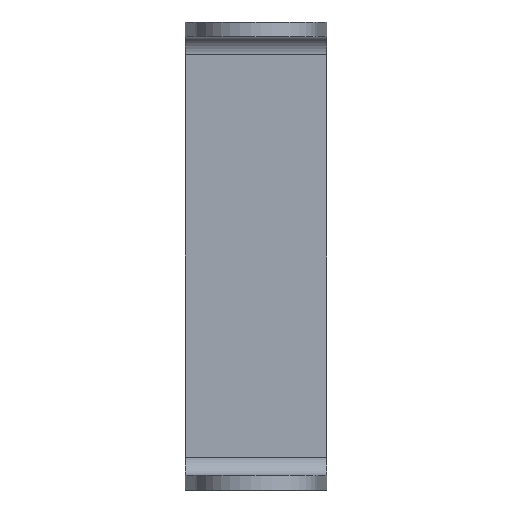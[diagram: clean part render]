
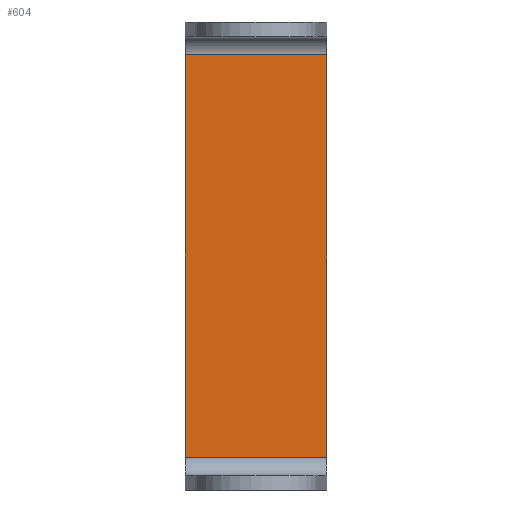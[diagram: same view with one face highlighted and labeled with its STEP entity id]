
A CAD part, front view. The second image highlights one B-rep face of the part: STEP entity #604.
In plain terms, the highlighted planar face has unit normal (0, -1, 0).
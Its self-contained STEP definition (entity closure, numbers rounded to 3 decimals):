
#34 = CARTESIAN_POINT ( 'NONE',  ( -15., 0., 42.69 ) ) ;
#47 = VECTOR ( 'NONE', #1682, 1000. ) ;
#64 = EDGE_LOOP ( 'NONE', ( #1451, #273, #642, #1849 ) ) ;
#161 = CARTESIAN_POINT ( 'NONE',  ( 15., 0., 46.5 ) ) ;
#202 = AXIS2_PLACEMENT_3D ( 'NONE', #669, #1638, #502 ) ;
#233 = CARTESIAN_POINT ( 'NONE',  ( 15., 0., -42.69 ) ) ;
#273 = ORIENTED_EDGE ( 'NONE', *, *, #1481, .F. ) ;
#358 = CARTESIAN_POINT ( 'NONE',  ( -15., 0., -42.69 ) ) ;
#398 = CARTESIAN_POINT ( 'NONE',  ( -15., 0., 46.5 ) ) ;
#465 = EDGE_CURVE ( 'NONE', #923, #1599, #1620, .T. ) ;
#502 = DIRECTION ( 'NONE',  ( 0., 0., -1. ) ) ;
#528 = LINE ( 'NONE', #398, #1467 ) ;
#604 = ADVANCED_FACE ( 'NONE', ( #1059 ), #1362, .T. ) ;
#626 = DIRECTION ( 'NONE',  ( 1., 0., 0. ) ) ;
#642 = ORIENTED_EDGE ( 'NONE', *, *, #765, .F. ) ;
#669 = CARTESIAN_POINT ( 'NONE',  ( 0., 0., 0. ) ) ;
#675 = VERTEX_POINT ( 'NONE', #358 ) ;
#688 = VECTOR ( 'NONE', #626, 1000. ) ;
#765 = EDGE_CURVE ( 'NONE', #1599, #1559, #983, .T. ) ;
#825 = EDGE_CURVE ( 'NONE', #675, #923, #528, .T. ) ;
#844 = DIRECTION ( 'NONE',  ( 0., 0., 1. ) ) ;
#849 = CARTESIAN_POINT ( 'NONE',  ( 15., 0., -42.69 ) ) ;
#923 = VERTEX_POINT ( 'NONE', #943 ) ;
#943 = CARTESIAN_POINT ( 'NONE',  ( -15., 0., 42.69 ) ) ;
#983 = LINE ( 'NONE', #161, #47 ) ;
#1059 = FACE_OUTER_BOUND ( 'NONE', #64, .T. ) ;
#1222 = DIRECTION ( 'NONE',  ( -1., 0., 0. ) ) ;
#1244 = VECTOR ( 'NONE', #1222, 1000. ) ;
#1362 = PLANE ( 'NONE',  #202 ) ;
#1451 = ORIENTED_EDGE ( 'NONE', *, *, #825, .F. ) ;
#1467 = VECTOR ( 'NONE', #844, 1000. ) ;
#1481 = EDGE_CURVE ( 'NONE', #1559, #675, #1809, .T. ) ;
#1559 = VERTEX_POINT ( 'NONE', #849 ) ;
#1596 = CARTESIAN_POINT ( 'NONE',  ( 15., 0., 42.69 ) ) ;
#1599 = VERTEX_POINT ( 'NONE', #1596 ) ;
#1620 = LINE ( 'NONE', #34, #688 ) ;
#1638 = DIRECTION ( 'NONE',  ( 0., -1., 0. ) ) ;
#1682 = DIRECTION ( 'NONE',  ( 0., 0., -1. ) ) ;
#1809 = LINE ( 'NONE', #233, #1244 ) ;
#1849 = ORIENTED_EDGE ( 'NONE', *, *, #465, .F. ) ;
